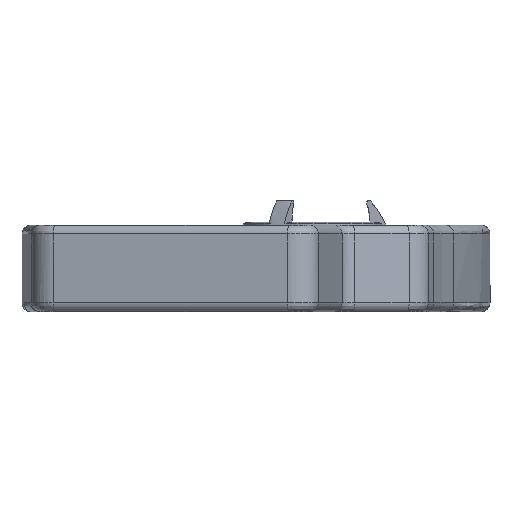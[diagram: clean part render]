
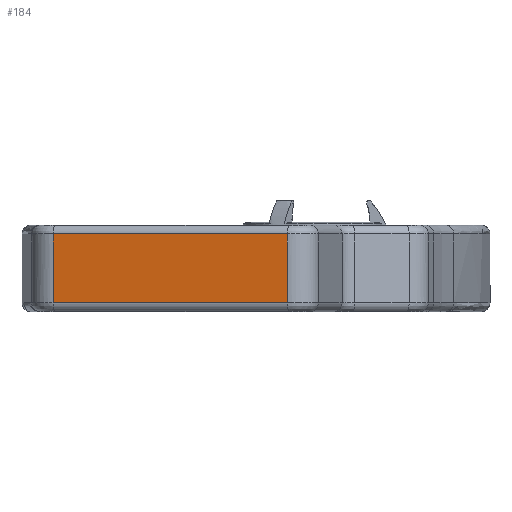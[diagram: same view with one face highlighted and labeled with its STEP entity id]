
A CAD part, left-side view. The second image highlights one B-rep face of the part: STEP entity #184.
In plain terms, the highlighted planar face has unit normal (-0.985, 0.174, 0).
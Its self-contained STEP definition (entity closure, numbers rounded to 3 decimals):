
#184=ADVANCED_FACE('',(#637),#7383,.T.);
#637=FACE_OUTER_BOUND('',#1090,.T.);
#1090=EDGE_LOOP('',(#2093,#2094,#2095,#2096));
#2093=ORIENTED_EDGE('',*,*,#4343,.T.);
#2094=ORIENTED_EDGE('',*,*,#4344,.F.);
#2095=ORIENTED_EDGE('',*,*,#4342,.T.);
#2096=ORIENTED_EDGE('',*,*,#4345,.T.);
#4342=EDGE_CURVE('',#6786,#6784,#5376,.T.);
#4343=EDGE_CURVE('',#6785,#6787,#5377,.T.);
#4344=EDGE_CURVE('',#6786,#6787,#6002,.T.);
#4345=EDGE_CURVE('',#6784,#6785,#6003,.T.);
#5376=B_SPLINE_CURVE_WITH_KNOTS('',1,(#12016,#12017),.UNSPECIFIED.,.F.,
 .F.,(2,2),(0.,53.74),.UNSPECIFIED.);
#5377=B_SPLINE_CURVE_WITH_KNOTS('',1,(#12018,#12019),.UNSPECIFIED.,.F.,
 .F.,(2,2),(0.,53.74),.UNSPECIFIED.);
#6002=(
BOUNDED_CURVE()
B_SPLINE_CURVE(1,(#12020,#12021,#12022,#12023),.UNSPECIFIED.,.F.,.F.)
B_SPLINE_CURVE_WITH_KNOTS((2,1,1,2),(0.,9.,14.6,
15.6),.UNSPECIFIED.)
CURVE()
GEOMETRIC_REPRESENTATION_ITEM()
RATIONAL_B_SPLINE_CURVE((1.,1.,1.,1.))
REPRESENTATION_ITEM('')
);
#6003=(
BOUNDED_CURVE()
B_SPLINE_CURVE(1,(#12024,#12025,#12026,#12027),.UNSPECIFIED.,.F.,.F.)
B_SPLINE_CURVE_WITH_KNOTS((2,1,1,2),(0.,9.,14.6,
15.6),.UNSPECIFIED.)
CURVE()
GEOMETRIC_REPRESENTATION_ITEM()
RATIONAL_B_SPLINE_CURVE((1.,1.,1.,1.))
REPRESENTATION_ITEM('')
);
#6784=VERTEX_POINT('',#10322);
#6785=VERTEX_POINT('',#10323);
#6786=VERTEX_POINT('',#10324);
#6787=VERTEX_POINT('',#10325);
#7383=PLANE('',#7996);
#7996=AXIS2_PLACEMENT_3D('',#9683,#8402,$);
#8402=DIRECTION('',(-0.985,0.174,0.));
#9683=CARTESIAN_POINT('',(-107.699,58.664,3.));
#10322=CARTESIAN_POINT('',(-107.699,58.664,18.6));
#10323=CARTESIAN_POINT('',(-107.699,58.664,3.));
#10324=CARTESIAN_POINT('',(-117.031,5.741,18.6));
#10325=CARTESIAN_POINT('',(-117.031,5.741,3.));
#12016=CARTESIAN_POINT('',(-117.031,5.741,18.6));
#12017=CARTESIAN_POINT('',(-107.699,58.664,18.6));
#12018=CARTESIAN_POINT('',(-107.699,58.664,3.));
#12019=CARTESIAN_POINT('',(-117.031,5.741,3.));
#12020=CARTESIAN_POINT('',(-117.031,5.741,18.6));
#12021=CARTESIAN_POINT('',(-117.031,5.741,9.6));
#12022=CARTESIAN_POINT('',(-117.031,5.741,4.));
#12023=CARTESIAN_POINT('',(-117.031,5.741,3.));
#12024=CARTESIAN_POINT('',(-107.699,58.664,18.6));
#12025=CARTESIAN_POINT('',(-107.699,58.664,9.6));
#12026=CARTESIAN_POINT('',(-107.699,58.664,4.));
#12027=CARTESIAN_POINT('',(-107.699,58.664,3.));
